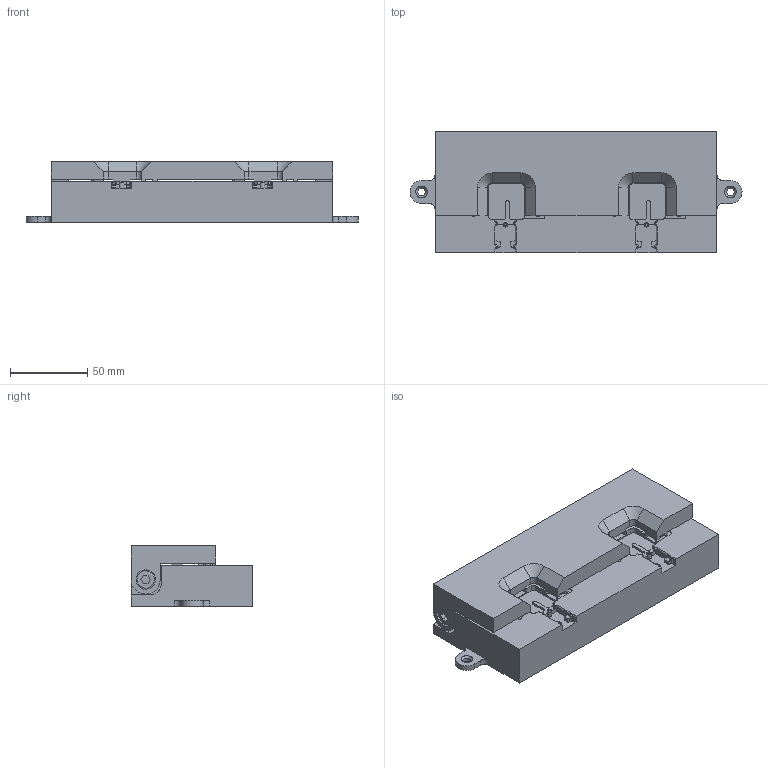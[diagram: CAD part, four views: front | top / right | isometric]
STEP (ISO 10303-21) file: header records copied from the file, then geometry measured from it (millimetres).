
FILE_DESCRIPTION(('FreeCAD Model'),'2;1');
FILE_NAME('Open CASCADE Shape Model','2025-04-29T08:34:27',('FreeCAD'),( 'FreeCAD'),'Open CASCADE STEP processor 7.6','FreeCAD','Unknown');
FILE_SCHEMA(('AUTOMOTIVE_DESIGN { 1 0 10303 214 1 1 1 1 }'));
Length unit declared in the file: millimetre
Products named in the file (1): Open CASCADE STEP translator 7.6 1
Bounding box: 214.65 x 78.63 x 39.13 mm (x, y, z)
Volume: 468886.1 mm3; surface area: 72660 mm2
Topology: 4 solids, 4 shells, 433 faces, 1188 edges, 773 vertices
Faces by surface type: bspline 433
Entity records: 13088 total; most frequent: CARTESIAN_POINT 6360, ORIENTED_EDGE 2376, EDGE_CURVE 1188, B_SPLINE_CURVE_WITH_KNOTS 833, VERTEX_POINT 773, FACE_BOUND 451, EDGE_LOOP 451, ADVANCED_FACE 433
